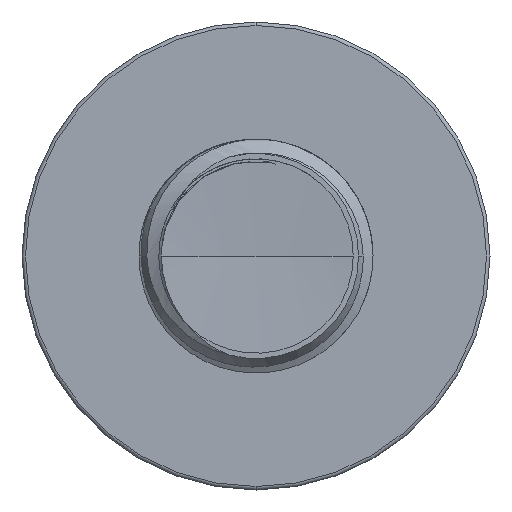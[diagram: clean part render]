
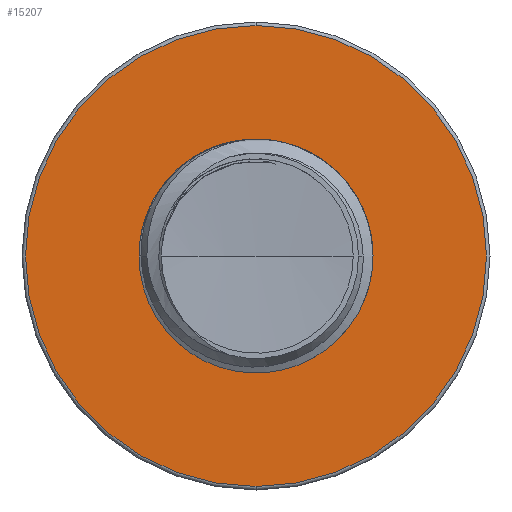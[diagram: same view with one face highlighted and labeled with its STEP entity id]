
A CAD part, front view. The second image highlights one B-rep face of the part: STEP entity #15207.
In plain terms, the highlighted planar face has unit normal (0, -1, 0).
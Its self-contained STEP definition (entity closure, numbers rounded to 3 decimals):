
#1009 = EDGE_CURVE ( 'NONE', #2110, #19696, #27511, .T. ) ;
#1122 = EDGE_CURVE ( 'NONE', #11960, #27749, #5032, .T. ) ;
#1255 = DIRECTION ( 'NONE',  ( 0., -1., 0. ) ) ;
#1561 = AXIS2_PLACEMENT_3D ( 'NONE', #13580, #22098, #5199 ) ;
#2110 = VERTEX_POINT ( 'NONE', #11284 ) ;
#3873 = AXIS2_PLACEMENT_3D ( 'NONE', #18172, #1255, #21027 ) ;
#5032 = CIRCLE ( 'NONE', #22496, 7.88 ) ;
#5199 = DIRECTION ( 'NONE',  ( 0., 0., -1. ) ) ;
#5376 = CARTESIAN_POINT ( 'NONE',  ( 0., 32.5, 0. ) ) ;
#5848 = EDGE_CURVE ( 'NONE', #19696, #2110, #14721, .T. ) ;
#6348 = AXIS2_PLACEMENT_3D ( 'NONE', #10134, #29867, #12995 ) ;
#8165 = DIRECTION ( 'NONE',  ( 0., 0., -1. ) ) ;
#10134 = CARTESIAN_POINT ( 'NONE',  ( 0., 32.5, 0. ) ) ;
#10903 = DIRECTION ( 'NONE',  ( 0., -1., 0. ) ) ;
#11284 = CARTESIAN_POINT ( 'NONE',  ( 0., 32.5, 3.99 ) ) ;
#11512 = FACE_BOUND ( 'NONE', #29490, .T. ) ;
#11960 = VERTEX_POINT ( 'NONE', #13407 ) ;
#12806 = CIRCLE ( 'NONE', #6348, 7.88 ) ;
#12995 = DIRECTION ( 'NONE',  ( 0., 0., -1. ) ) ;
#13407 = CARTESIAN_POINT ( 'NONE',  ( 0., 32.5, 7.88 ) ) ;
#13580 = CARTESIAN_POINT ( 'NONE',  ( 0., 32.5, 3.99 ) ) ;
#14721 = CIRCLE ( 'NONE', #3873, 3.99 ) ;
#15163 = CARTESIAN_POINT ( 'NONE',  ( 0., 32.5, -7.88 ) ) ;
#15207 = ADVANCED_FACE ( 'NONE', ( #33095, #11512 ), #30449, .T. ) ;
#18172 = CARTESIAN_POINT ( 'NONE',  ( 0., 32.5, 0. ) ) ;
#19696 = VERTEX_POINT ( 'NONE', #28413 ) ;
#20498 = EDGE_CURVE ( 'NONE', #27749, #11960, #12806, .T. ) ;
#21027 = DIRECTION ( 'NONE',  ( 0., 0., -1. ) ) ;
#21772 = ORIENTED_EDGE ( 'NONE', *, *, #1009, .F. ) ;
#22098 = DIRECTION ( 'NONE',  ( 0., -1., 0. ) ) ;
#22496 = AXIS2_PLACEMENT_3D ( 'NONE', #5376, #25089, #8165 ) ;
#24668 = EDGE_LOOP ( 'NONE', ( #27028, #33160 ) ) ;
#25089 = DIRECTION ( 'NONE',  ( 0., -1., 0. ) ) ;
#27028 = ORIENTED_EDGE ( 'NONE', *, *, #20498, .T. ) ;
#27511 = CIRCLE ( 'NONE', #34524, 3.99 ) ;
#27749 = VERTEX_POINT ( 'NONE', #15163 ) ;
#27778 = CARTESIAN_POINT ( 'NONE',  ( 0., 32.5, 0. ) ) ;
#28413 = CARTESIAN_POINT ( 'NONE',  ( 0., 32.5, -3.99 ) ) ;
#28850 = ORIENTED_EDGE ( 'NONE', *, *, #5848, .F. ) ;
#29490 = EDGE_LOOP ( 'NONE', ( #28850, #21772 ) ) ;
#29867 = DIRECTION ( 'NONE',  ( 0., -1., 0. ) ) ;
#30449 = PLANE ( 'NONE',  #1561 ) ;
#30619 = DIRECTION ( 'NONE',  ( 0., 0., -1. ) ) ;
#33095 = FACE_OUTER_BOUND ( 'NONE', #24668, .T. ) ;
#33160 = ORIENTED_EDGE ( 'NONE', *, *, #1122, .T. ) ;
#34524 = AXIS2_PLACEMENT_3D ( 'NONE', #27778, #10903, #30619 ) ;
